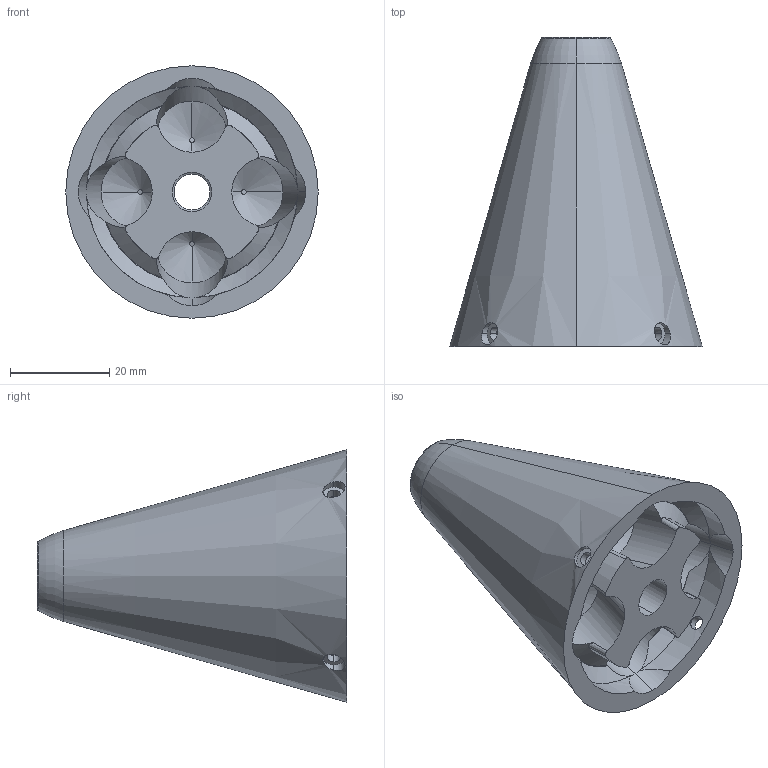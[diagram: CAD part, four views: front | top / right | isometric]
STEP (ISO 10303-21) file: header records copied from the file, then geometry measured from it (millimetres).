
FILE_DESCRIPTION (( 'STEP AP214' ), '1' );
FILE_NAME ('NSCN-TIP-4X250R-250HNC Nose Cone Tip, Mojave Sphinx.STEP', '2024-08-17T20:27:43', ( '' ), ( '' ), 'SwSTEP 2.0', 'SolidWorks 2022', '' );
FILE_SCHEMA (( 'AUTOMOTIVE_DESIGN' ));
Length unit declared in the file: inch
Products named in the file (1): NSCN-TIP-4X250R-250HNC Nose Cone Tip, Mojave Sphinx
Bounding box: 50.8 x 62.23 x 50.8 mm (x, y, z)
Volume: 43298.5 mm3; surface area: 13383.9 mm2
Topology: 1 solids, 1 shells, 103 faces, 259 edges, 164 vertices
Faces by surface type: cylinder 49, cone 22, plane 22, bspline 8, torus 2
Entity records: 4040 total; most frequent: CARTESIAN_POINT 1601, ORIENTED_EDGE 518, DIRECTION 437, EDGE_CURVE 259, AXIS2_PLACEMENT_3D 184, VERTEX_POINT 164, EDGE_LOOP 119, FACE_OUTER_BOUND 103
